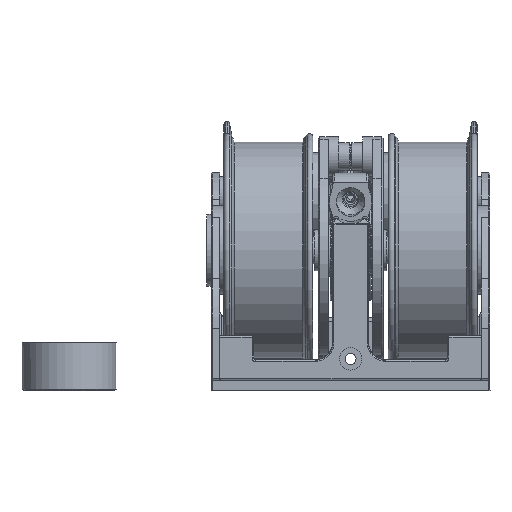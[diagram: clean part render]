
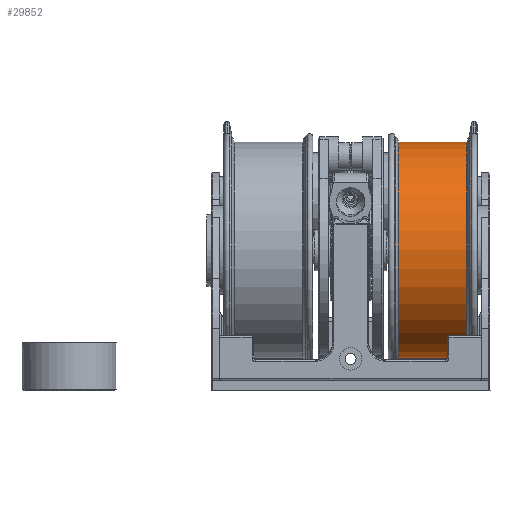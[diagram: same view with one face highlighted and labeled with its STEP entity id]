
A CAD part, front view. The second image highlights one B-rep face of the part: STEP entity #29852.
In plain terms, the highlighted cylindrical face has radius 31.625 mm (diameter 63.25 mm), a full revolution.
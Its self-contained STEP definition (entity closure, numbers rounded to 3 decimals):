
#2213=LINE('',#43981,#4695);
#4695=VECTOR('',#35718,31.625);
#6805=CYLINDRICAL_SURFACE('',#32053,31.625);
#7511=FACE_OUTER_BOUND('',#9348,.T.);
#9348=EDGE_LOOP('',(#20899,#20900,#20901,#20902));
#11212=CIRCLE('',#32051,31.625);
#11214=CIRCLE('',#32054,31.625);
#12640=VERTEX_POINT('',#43975);
#12641=VERTEX_POINT('',#43979);
#15722=EDGE_CURVE('',#12640,#12640,#11212,.T.);
#15724=EDGE_CURVE('',#12641,#12641,#11214,.T.);
#15725=EDGE_CURVE('',#12641,#12640,#2213,.T.);
#20899=ORIENTED_EDGE('',*,*,#15724,.F.);
#20900=ORIENTED_EDGE('',*,*,#15725,.T.);
#20901=ORIENTED_EDGE('',*,*,#15722,.T.);
#20902=ORIENTED_EDGE('',*,*,#15725,.F.);
#29852=ADVANCED_FACE('',(#7511),#6805,.T.);
#32051=AXIS2_PLACEMENT_3D('',#43976,#35710,#35711);
#32053=AXIS2_PLACEMENT_3D('',#43978,#35714,#35715);
#32054=AXIS2_PLACEMENT_3D('',#43980,#35716,#35717);
#35710=DIRECTION('center_axis',(-1.,0.,0.));
#35711=DIRECTION('ref_axis',(0.,0.,1.));
#35714=DIRECTION('center_axis',(-1.,0.,0.));
#35715=DIRECTION('ref_axis',(0.,0.,1.));
#35716=DIRECTION('center_axis',(-1.,0.,0.));
#35717=DIRECTION('ref_axis',(0.,0.,1.));
#35718=DIRECTION('',(1.,0.,0.));
#43975=CARTESIAN_POINT('',(34.023,0.,-31.625));
#43976=CARTESIAN_POINT('Origin',(34.023,0.,0.));
#43978=CARTESIAN_POINT('Origin',(24.,0.,0.));
#43979=CARTESIAN_POINT('',(13.977,0.,-31.625));
#43980=CARTESIAN_POINT('Origin',(13.977,0.,0.));
#43981=CARTESIAN_POINT('',(24.,0.,-31.625));
